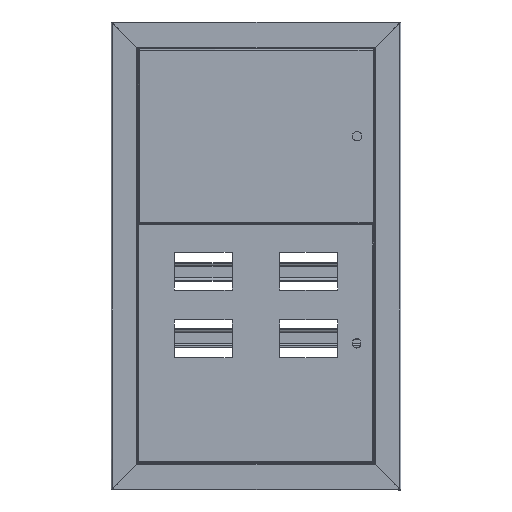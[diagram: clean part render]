
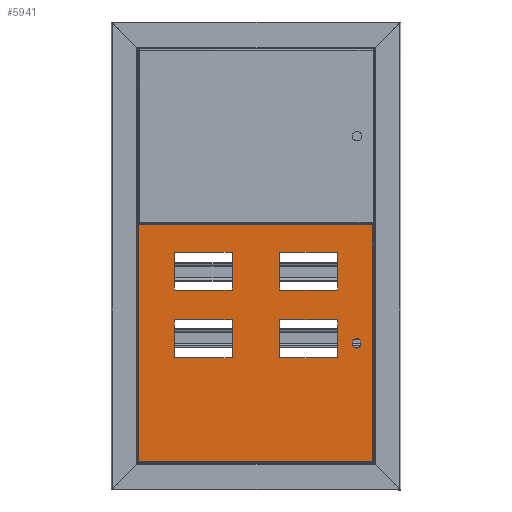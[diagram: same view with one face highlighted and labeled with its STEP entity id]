
A CAD part, top view. The second image highlights one B-rep face of the part: STEP entity #5941.
In plain terms, the highlighted planar face has unit normal (0, 0, 1).
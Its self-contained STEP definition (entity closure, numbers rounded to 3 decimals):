
#5941=ADVANCED_FACE('',(#10311,#10313,#10315,#10317,#10319,#10321),#10323,.T.);
#10311=FACE_BOUND('',#10312,.T.);
#10312=EDGE_LOOP('',(#13311,#13312,#13313,#13314));
#10313=FACE_BOUND('',#10314,.T.);
#10314=EDGE_LOOP('',(#13315,#13316,#13317,#13318));
#10315=FACE_BOUND('',#10316,.T.);
#10316=EDGE_LOOP('',(#13319,#13320,#13321,#13322));
#10317=FACE_BOUND('',#10318,.T.);
#10318=EDGE_LOOP('',(#13323,#13324,#13325,#13326));
#10319=FACE_BOUND('',#10320,.T.);
#10320=EDGE_LOOP('',(#13327,#13328,#13329,#13330));
#10321=FACE_BOUND('',#10322,.T.);
#10322=EDGE_LOOP('',(#13331,#13332,#13333,#13334));
#10323=PLANE('',#10324);
#10324=AXIS2_PLACEMENT_3D('',#10325,#10326,#10327);
#10325=CARTESIAN_POINT('',(0.,0.,0.));
#10326=DIRECTION('',(0.,0.,1.));
#10327=DIRECTION('',(1.,0.,0.));
#13311=ORIENTED_EDGE('',*,*,#14790,.F.);
#13312=ORIENTED_EDGE('',*,*,#14778,.F.);
#13313=ORIENTED_EDGE('',*,*,#14791,.T.);
#13314=ORIENTED_EDGE('',*,*,#14792,.F.);
#13315=ORIENTED_EDGE('',*,*,#14793,.T.);
#13316=ORIENTED_EDGE('',*,*,#14794,.T.);
#13317=ORIENTED_EDGE('',*,*,#14795,.T.);
#13318=ORIENTED_EDGE('',*,*,#14796,.T.);
#13319=ORIENTED_EDGE('',*,*,#14797,.T.);
#13320=ORIENTED_EDGE('',*,*,#14798,.T.);
#13321=ORIENTED_EDGE('',*,*,#14799,.T.);
#13322=ORIENTED_EDGE('',*,*,#14800,.T.);
#13323=ORIENTED_EDGE('',*,*,#14801,.T.);
#13324=ORIENTED_EDGE('',*,*,#14802,.T.);
#13325=ORIENTED_EDGE('',*,*,#14803,.T.);
#13326=ORIENTED_EDGE('',*,*,#14804,.T.);
#13327=ORIENTED_EDGE('',*,*,#14805,.T.);
#13328=ORIENTED_EDGE('',*,*,#14806,.T.);
#13329=ORIENTED_EDGE('',*,*,#14807,.T.);
#13330=ORIENTED_EDGE('',*,*,#14808,.T.);
#13331=ORIENTED_EDGE('',*,*,#14809,.T.);
#13332=ORIENTED_EDGE('',*,*,#14810,.T.);
#13333=ORIENTED_EDGE('',*,*,#14811,.T.);
#13334=ORIENTED_EDGE('',*,*,#14812,.T.);
#14778=EDGE_CURVE('',#16862,#16864,#16865,.T.);
#14790=EDGE_CURVE('',#16864,#16882,#16883,.T.);
#14791=EDGE_CURVE('',#16862,#16884,#16885,.T.);
#14792=EDGE_CURVE('',#16882,#16884,#16886,.T.);
#14793=EDGE_CURVE('',#16887,#16888,#16889,.F.);
#14794=EDGE_CURVE('',#16888,#16890,#16891,.F.);
#14795=EDGE_CURVE('',#16890,#16892,#16893,.F.);
#14796=EDGE_CURVE('',#16892,#16887,#16894,.F.);
#14797=EDGE_CURVE('',#16895,#16896,#16897,.F.);
#14798=EDGE_CURVE('',#16896,#16898,#16899,.F.);
#14799=EDGE_CURVE('',#16898,#16900,#16901,.F.);
#14800=EDGE_CURVE('',#16900,#16895,#16902,.F.);
#14801=EDGE_CURVE('',#16903,#16904,#16905,.F.);
#14802=EDGE_CURVE('',#16904,#16906,#16907,.F.);
#14803=EDGE_CURVE('',#16906,#16908,#16909,.F.);
#14804=EDGE_CURVE('',#16908,#16903,#16910,.F.);
#14805=EDGE_CURVE('',#16911,#16912,#16913,.F.);
#14806=EDGE_CURVE('',#16912,#16914,#16915,.F.);
#14807=EDGE_CURVE('',#16914,#16916,#16917,.F.);
#14808=EDGE_CURVE('',#16916,#16911,#16918,.F.);
#14809=EDGE_CURVE('',#16919,#16920,#16921,.F.);
#14810=EDGE_CURVE('',#16920,#16922,#16923,.F.);
#14811=EDGE_CURVE('',#16922,#16924,#16925,.F.);
#14812=EDGE_CURVE('',#16924,#16919,#16926,.F.);
#16862=VERTEX_POINT('',#22518);
#16864=VERTEX_POINT('',#22523);
#16865=LINE('',#22524,#22525);
#16882=VERTEX_POINT('',#22595);
#16883=LINE('',#22596,#22597);
#16884=VERTEX_POINT('',#22599);
#16885=LINE('',#22600,#22601);
#16886=LINE('',#22603,#22604);
#16887=VERTEX_POINT('',#22606);
#16888=VERTEX_POINT('',#22607);
#16889=CIRCLE('',#22608,9.);
#16890=VERTEX_POINT('',#22612);
#16891=LINE('',#22613,#22614);
#16892=VERTEX_POINT('',#22616);
#16893=CIRCLE('',#22617,9.);
#16894=LINE('',#22621,#22622);
#16895=VERTEX_POINT('',#22624);
#16896=VERTEX_POINT('',#22625);
#16897=LINE('',#22626,#22627);
#16898=VERTEX_POINT('',#22629);
#16899=LINE('',#22630,#22631);
#16900=VERTEX_POINT('',#22633);
#16901=LINE('',#22634,#22635);
#16902=LINE('',#22637,#22638);
#16903=VERTEX_POINT('',#22640);
#16904=VERTEX_POINT('',#22641);
#16905=LINE('',#22642,#22643);
#16906=VERTEX_POINT('',#22645);
#16907=LINE('',#22646,#22647);
#16908=VERTEX_POINT('',#22649);
#16909=LINE('',#22650,#22651);
#16910=LINE('',#22653,#22654);
#16911=VERTEX_POINT('',#22656);
#16912=VERTEX_POINT('',#22657);
#16913=LINE('',#22658,#22659);
#16914=VERTEX_POINT('',#22661);
#16915=LINE('',#22662,#22663);
#16916=VERTEX_POINT('',#22665);
#16917=LINE('',#22666,#22667);
#16918=LINE('',#22669,#22670);
#16919=VERTEX_POINT('',#22672);
#16920=VERTEX_POINT('',#22673);
#16921=LINE('',#22674,#22675);
#16922=VERTEX_POINT('',#22677);
#16923=LINE('',#22678,#22679);
#16924=VERTEX_POINT('',#22681);
#16925=LINE('',#22682,#22683);
#16926=LINE('',#22685,#22686);
#22518=CARTESIAN_POINT('',(-222.5,224.5,0.));
#22523=CARTESIAN_POINT('',(221.8,224.5,0.));
#22524=CARTESIAN_POINT('',(-222.5,224.5,0.));
#22525=VECTOR('',#22526,1.);
#22526=DIRECTION('',(1.,0.,0.));
#22595=CARTESIAN_POINT('',(221.8,-224.5,0.));
#22596=CARTESIAN_POINT('',(221.8,224.5,0.));
#22597=VECTOR('',#22598,1.);
#22598=DIRECTION('',(0.,-1.,0.));
#22599=CARTESIAN_POINT('',(-222.5,-224.5,0.));
#22600=CARTESIAN_POINT('',(-222.5,224.5,0.));
#22601=VECTOR('',#22602,1.);
#22602=DIRECTION('',(0.,-1.,0.));
#22603=CARTESIAN_POINT('',(221.8,-224.5,0.));
#22604=VECTOR('',#22605,1.);
#22605=DIRECTION('',(-1.,0.,0.));
#22606=CARTESIAN_POINT('',(199.294,-4.5,0.));
#22607=CARTESIAN_POINT('',(183.706,-4.5,0.));
#22608=AXIS2_PLACEMENT_3D('',#22609,#22610,#22611);
#22609=CARTESIAN_POINT('',(191.5,0.,0.));
#22610=DIRECTION('',(0.,0.,1.));
#22611=DIRECTION('',(-0.866,-0.5,0.));
#22612=CARTESIAN_POINT('',(183.706,4.5,0.));
#22613=CARTESIAN_POINT('',(183.706,4.5,0.));
#22614=VECTOR('',#22615,1.);
#22615=DIRECTION('',(0.,-1.,0.));
#22616=CARTESIAN_POINT('',(199.294,4.5,0.));
#22617=AXIS2_PLACEMENT_3D('',#22618,#22619,#22620);
#22618=CARTESIAN_POINT('',(191.5,0.,0.));
#22619=DIRECTION('',(0.,0.,1.));
#22620=DIRECTION('',(0.866,0.5,0.));
#22621=CARTESIAN_POINT('',(199.294,-4.5,0.));
#22622=VECTOR('',#22623,1.);
#22623=DIRECTION('',(0.,1.,0.));
#22624=CARTESIAN_POINT('',(45.,101.,0.));
#22625=CARTESIAN_POINT('',(45.,173.,0.));
#22626=CARTESIAN_POINT('',(45.,173.,0.));
#22627=VECTOR('',#22628,1.);
#22628=DIRECTION('',(0.,-1.,0.));
#22629=CARTESIAN_POINT('',(155.,173.,0.));
#22630=CARTESIAN_POINT('',(155.,173.,0.));
#22631=VECTOR('',#22632,1.);
#22632=DIRECTION('',(-1.,0.,0.));
#22633=CARTESIAN_POINT('',(155.,101.,0.));
#22634=CARTESIAN_POINT('',(155.,101.,0.));
#22635=VECTOR('',#22636,1.);
#22636=DIRECTION('',(0.,1.,0.));
#22637=CARTESIAN_POINT('',(45.,101.,0.));
#22638=VECTOR('',#22639,1.);
#22639=DIRECTION('',(1.,0.,0.));
#22640=CARTESIAN_POINT('',(-155.,101.,0.));
#22641=CARTESIAN_POINT('',(-155.,173.,0.));
#22642=CARTESIAN_POINT('',(-155.,173.,0.));
#22643=VECTOR('',#22644,1.);
#22644=DIRECTION('',(0.,-1.,0.));
#22645=CARTESIAN_POINT('',(-45.,173.,0.));
#22646=CARTESIAN_POINT('',(-45.,173.,0.));
#22647=VECTOR('',#22648,1.);
#22648=DIRECTION('',(-1.,0.,0.));
#22649=CARTESIAN_POINT('',(-45.,101.,0.));
#22650=CARTESIAN_POINT('',(-45.,101.,0.));
#22651=VECTOR('',#22652,1.);
#22652=DIRECTION('',(0.,1.,0.));
#22653=CARTESIAN_POINT('',(-155.,101.,0.));
#22654=VECTOR('',#22655,1.);
#22655=DIRECTION('',(1.,0.,0.));
#22656=CARTESIAN_POINT('',(45.,-27.7,0.));
#22657=CARTESIAN_POINT('',(45.,44.3,0.));
#22658=CARTESIAN_POINT('',(45.,44.3,0.));
#22659=VECTOR('',#22660,1.);
#22660=DIRECTION('',(0.,-1.,0.));
#22661=CARTESIAN_POINT('',(155.,44.3,0.));
#22662=CARTESIAN_POINT('',(155.,44.3,0.));
#22663=VECTOR('',#22664,1.);
#22664=DIRECTION('',(-1.,0.,0.));
#22665=CARTESIAN_POINT('',(155.,-27.7,0.));
#22666=CARTESIAN_POINT('',(155.,-27.7,0.));
#22667=VECTOR('',#22668,1.);
#22668=DIRECTION('',(0.,1.,0.));
#22669=CARTESIAN_POINT('',(45.,-27.7,0.));
#22670=VECTOR('',#22671,1.);
#22671=DIRECTION('',(1.,0.,0.));
#22672=CARTESIAN_POINT('',(-155.,-27.7,0.));
#22673=CARTESIAN_POINT('',(-155.,44.3,0.));
#22674=CARTESIAN_POINT('',(-155.,44.3,0.));
#22675=VECTOR('',#22676,1.);
#22676=DIRECTION('',(0.,-1.,0.));
#22677=CARTESIAN_POINT('',(-45.,44.3,0.));
#22678=CARTESIAN_POINT('',(-45.,44.3,0.));
#22679=VECTOR('',#22680,1.);
#22680=DIRECTION('',(-1.,0.,0.));
#22681=CARTESIAN_POINT('',(-45.,-27.7,0.));
#22682=CARTESIAN_POINT('',(-45.,-27.7,0.));
#22683=VECTOR('',#22684,1.);
#22684=DIRECTION('',(0.,1.,0.));
#22685=CARTESIAN_POINT('',(-155.,-27.7,0.));
#22686=VECTOR('',#22687,1.);
#22687=DIRECTION('',(1.,0.,0.));
